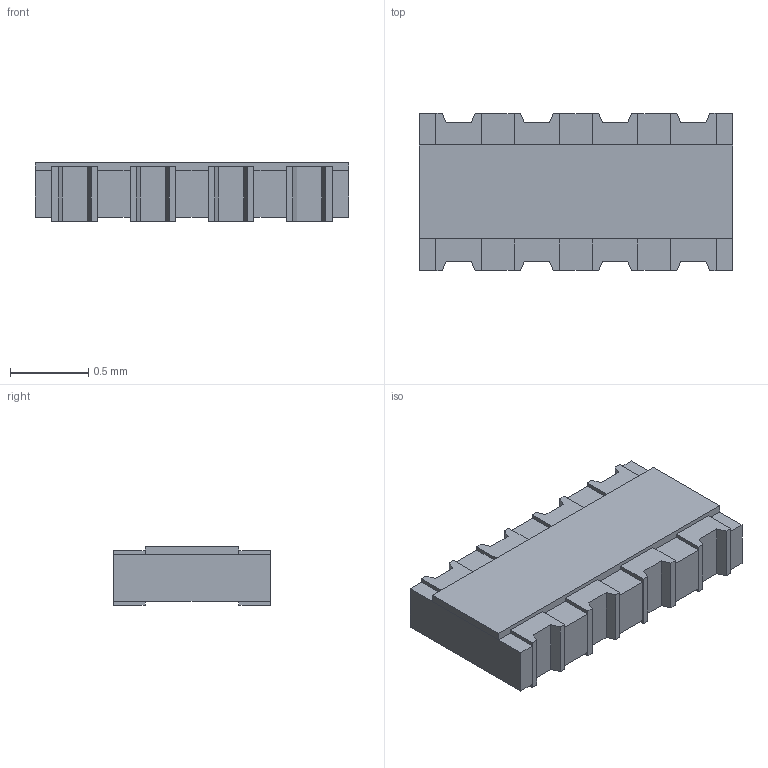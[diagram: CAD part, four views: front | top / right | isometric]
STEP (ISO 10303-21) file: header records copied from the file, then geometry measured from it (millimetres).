
FILE_DESCRIPTION (( 'STEP AP214' ), '1' );
FILE_NAME ('E0DD2CF2-8934-444D-BF14-68713B5DA51F.STEP', '2024-06-13T15:22:50', ( '' ), ( '' ), 'SwSTEP 2.0', 'SolidWorks 2022', '' );
FILE_SCHEMA (( 'AUTOMOTIVE_DESIGN' ));
Length unit declared in the file: millimetre
Products named in the file (1): E0DD2CF2-8934-444D-BF14-68713B5DA51F
Bounding box: 2 x 1 x 0.38 mm (x, y, z)
Volume: 0.7 mm3; surface area: 8.9 mm2
Topology: 2 solids, 2 shells, 108 faces, 312 edges, 208 vertices
Faces by surface type: plane 108
Entity records: 4553 total; most frequent: CARTESIAN_POINT 629, ORIENTED_EDGE 624, DIRECTION 530, VECTOR 312, EDGE_CURVE 312, LINE 312, VERTEX_POINT 208, AXIS2_PLACEMENT_3D 109
